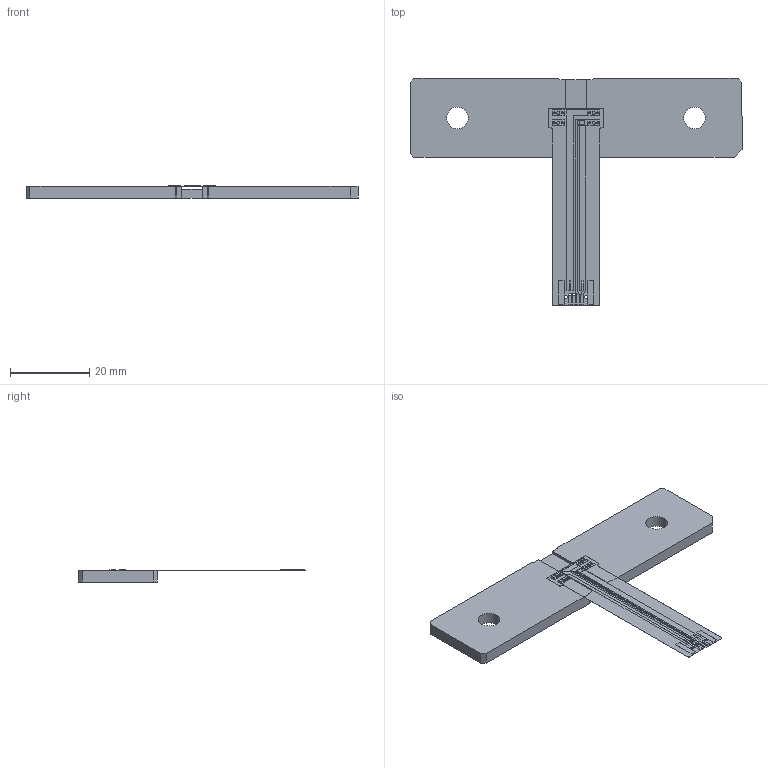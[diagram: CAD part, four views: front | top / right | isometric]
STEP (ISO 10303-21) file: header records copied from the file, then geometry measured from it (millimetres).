
FILE_DESCRIPTION (( 'STEP AP203' ), '1' );
FILE_NAME ('BAS mit Flexleiterkarte.STEP', '2020-09-25T11:22:35', ( '' ), ( '' ), 'SwSTEP 2.0', 'SolidWorks 2020', '' );
FILE_SCHEMA (( 'CONFIG_CONTROL_DESIGN' ));
Length unit declared in the file: millimetre
Products named in the file (6): Flexleitung Siemens - Z-YC-X238; Widerstandstyp BAS-M-R00005-EU-5.0 - Z-YD-333_BAS-M-R00005-SU-5.0; Widerstandstyp BAS-M-R00005-EU-5.0 - 01 - Z-YD-333_BAS-M-R0001-E; BAS mit Flexleiterkarte; Widerstandstyp BAS-M-R00005-EU-5.0 - 02 - Z-YD-333_BAS-M-R0001-S; Widerstandstyp BAS-M-R00005-EU-5.0 - 03 - Z-YD-333_BAS-M-R0001-S
Assembly tree (5 placements, depth 3):
  BAS mit Flexleiterkarte
    Widerstandstyp BAS-M-R00005-EU-5.0 - Z-YD-333_BAS-M-R00005-SU-5.0
      Widerstandstyp BAS-M-R00005-EU-5.0 - 01 - Z-YD-333_BAS-M-R0001-E
      Widerstandstyp BAS-M-R00005-EU-5.0 - 02 - Z-YD-333_BAS-M-R0001-S
      Widerstandstyp BAS-M-R00005-EU-5.0 - 03 - Z-YD-333_BAS-M-R0001-S
    Flexleitung Siemens - Z-YC-X238
Bounding box: 84 x 57.5 x 3.09 mm (x, y, z)
Volume: 4816.8 mm3; surface area: 5539.7 mm2
Topology: 5 solids, 5 shells, 209 faces, 557 edges, 366 vertices
Faces by surface type: plane 159, cylinder 50
Entity records: 7157 total; most frequent: CARTESIAN_POINT 1141, ORIENTED_EDGE 1114, DIRECTION 1093, EDGE_CURVE 557, VECTOR 457, LINE 457, VERTEX_POINT 366, AXIS2_PLACEMENT_3D 318
